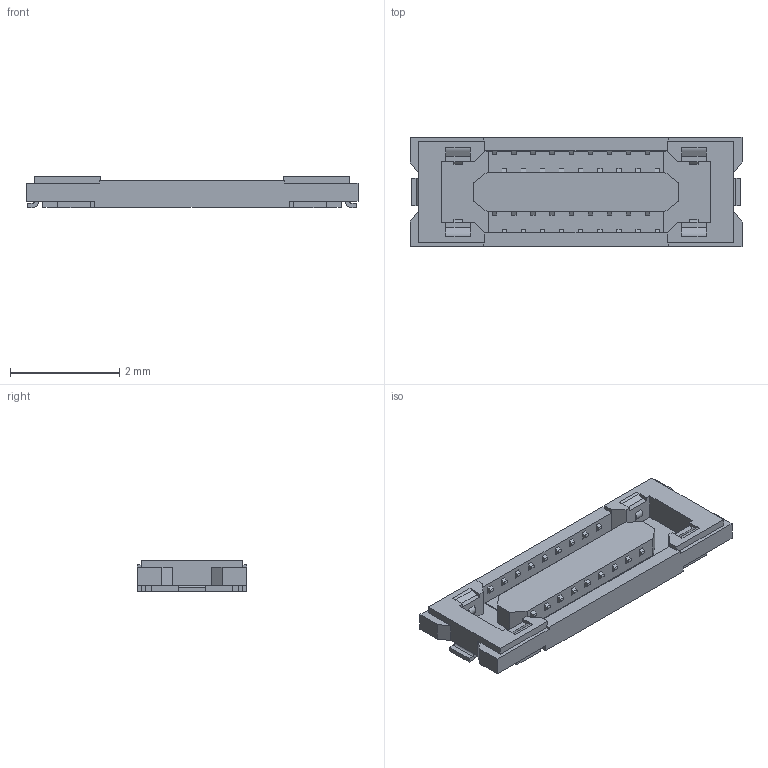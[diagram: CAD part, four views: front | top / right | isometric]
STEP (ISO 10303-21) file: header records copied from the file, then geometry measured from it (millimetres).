
FILE_DESCRIPTION(('CAx-IF Rec.Pracs.---Model Styling and Organization---1.5---2016-08-15','CAx-IF Rec.Pracs.---Geometric and Assembly Validation Properties---4.4---2016-08-17','CAx-IF Rec.Pracs.---User Defined Attributes---1.5---2016-08-15','CAx-IF Rec.Pracs.---External References---2.1---2005-01-19'),'2;1');
FILE_NAME('17229647.step','2023-03-27T14:39:40',('Unspecified'),('Unspecified'),'CAD Exchanger 3.8.1 (cadexchanger.com)','Unspecified','');
FILE_SCHEMA(('AUTOMOTIVE_DESIGN { 1 0 10303 214 1 1 1 1 }'));
Length unit declared in the file: millimetre
Products named in the file (1): 2033890363wbm000_01
Bounding box: 6.08 x 2 x 0.58 mm (x, y, z)
Volume: 4.2 mm3; surface area: 42.8 mm2
Topology: 1 solids, 1 shells, 504 faces, 1262 edges, 840 vertices
Faces by surface type: plane 420, cylinder 84
Entity records: 14902 total; most frequent: CARTESIAN_POINT 2607, ORIENTED_EDGE 2524, DIRECTION 2440, EDGE_CURVE 1262, LINE 1094, VECTOR 1094, VERTEX_POINT 840, AXIS2_PLACEMENT_3D 673
